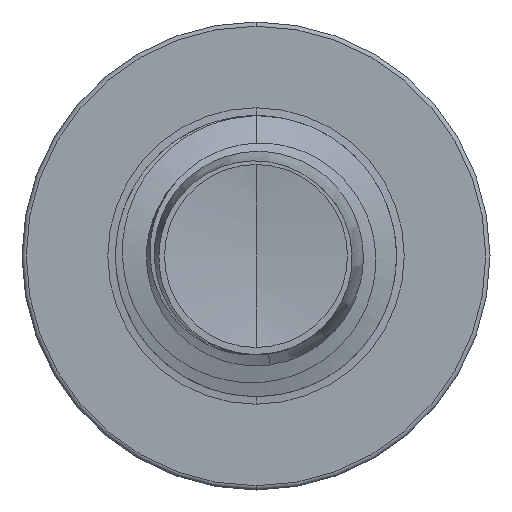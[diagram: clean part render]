
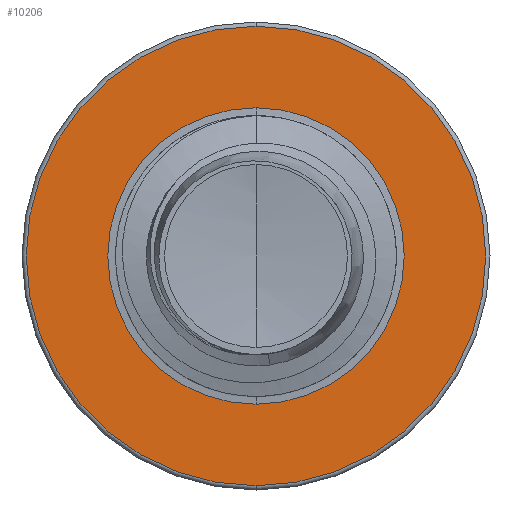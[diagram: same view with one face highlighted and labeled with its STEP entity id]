
A CAD part, front view. The second image highlights one B-rep face of the part: STEP entity #10206.
In plain terms, the highlighted planar face has unit normal (0, -1, 0).
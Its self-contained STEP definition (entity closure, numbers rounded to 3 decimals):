
#457 = CIRCLE ( 'NONE', #9883, 2.375 ) ;
#654 = AXIS2_PLACEMENT_3D ( 'NONE', #4709, #12429, #5816 ) ;
#966 = CIRCLE ( 'NONE', #654, 3.683 ) ;
#1270 = FACE_OUTER_BOUND ( 'NONE', #12299, .T. ) ;
#1405 = ORIENTED_EDGE ( 'NONE', *, *, #8791, .F. ) ;
#1697 = CIRCLE ( 'NONE', #5144, 3.683 ) ;
#2063 = CARTESIAN_POINT ( 'NONE',  ( 0., 4.5, -3.683 ) ) ;
#3036 = CARTESIAN_POINT ( 'NONE',  ( 0., 4.5, 0. ) ) ;
#4003 = CARTESIAN_POINT ( 'NONE',  ( 0., 4.5, 0. ) ) ;
#4146 = DIRECTION ( 'NONE',  ( 0., 0., 1. ) ) ;
#4160 = EDGE_CURVE ( 'NONE', #12663, #12638, #457, .T. ) ;
#4627 = EDGE_CURVE ( 'NONE', #13544, #12956, #1697, .T. ) ;
#4668 = DIRECTION ( 'NONE',  ( 0., 1., 0. ) ) ;
#4709 = CARTESIAN_POINT ( 'NONE',  ( 0., 4.5, 0. ) ) ;
#5117 = DIRECTION ( 'NONE',  ( 0., 0., 1. ) ) ;
#5144 = AXIS2_PLACEMENT_3D ( 'NONE', #11288, #4668, #12392 ) ;
#5816 = DIRECTION ( 'NONE',  ( 0., 0., 1. ) ) ;
#5893 = CARTESIAN_POINT ( 'NONE',  ( 0., 4.5, -2.375 ) ) ;
#5940 = DIRECTION ( 'NONE',  ( 0., 1., 0. ) ) ;
#6794 = ORIENTED_EDGE ( 'NONE', *, *, #4627, .F. ) ;
#8144 = EDGE_CURVE ( 'NONE', #12638, #12663, #9257, .T. ) ;
#8791 = EDGE_CURVE ( 'NONE', #12956, #13544, #966, .T. ) ;
#8986 = AXIS2_PLACEMENT_3D ( 'NONE', #4003, #11730, #5117 ) ;
#9257 = CIRCLE ( 'NONE', #8986, 2.375 ) ;
#9772 = ORIENTED_EDGE ( 'NONE', *, *, #4160, .T. ) ;
#9883 = AXIS2_PLACEMENT_3D ( 'NONE', #3036, #10761, #4146 ) ;
#10206 = ADVANCED_FACE ( 'NONE', ( #1270, #12991 ), #10337, .F. ) ;
#10337 = PLANE ( 'NONE',  #12680 ) ;
#10761 = DIRECTION ( 'NONE',  ( 0., 1., 0. ) ) ;
#11079 = EDGE_LOOP ( 'NONE', ( #9772, #13138 ) ) ;
#11288 = CARTESIAN_POINT ( 'NONE',  ( 0., 4.5, 0. ) ) ;
#11730 = DIRECTION ( 'NONE',  ( 0., 1., 0. ) ) ;
#12299 = EDGE_LOOP ( 'NONE', ( #1405, #6794 ) ) ;
#12392 = DIRECTION ( 'NONE',  ( 0., 0., 1. ) ) ;
#12429 = DIRECTION ( 'NONE',  ( 0., 1., 0. ) ) ;
#12638 = VERTEX_POINT ( 'NONE', #14145 ) ;
#12663 = VERTEX_POINT ( 'NONE', #13492 ) ;
#12680 = AXIS2_PLACEMENT_3D ( 'NONE', #5893, #5940, #13661 ) ;
#12956 = VERTEX_POINT ( 'NONE', #13608 ) ;
#12991 = FACE_BOUND ( 'NONE', #11079, .T. ) ;
#13138 = ORIENTED_EDGE ( 'NONE', *, *, #8144, .T. ) ;
#13492 = CARTESIAN_POINT ( 'NONE',  ( 0., 4.5, 2.375 ) ) ;
#13544 = VERTEX_POINT ( 'NONE', #2063 ) ;
#13608 = CARTESIAN_POINT ( 'NONE',  ( 0., 4.5, 3.683 ) ) ;
#13661 = DIRECTION ( 'NONE',  ( 0., 0., 1. ) ) ;
#14145 = CARTESIAN_POINT ( 'NONE',  ( 0., 4.5, -2.375 ) ) ;
